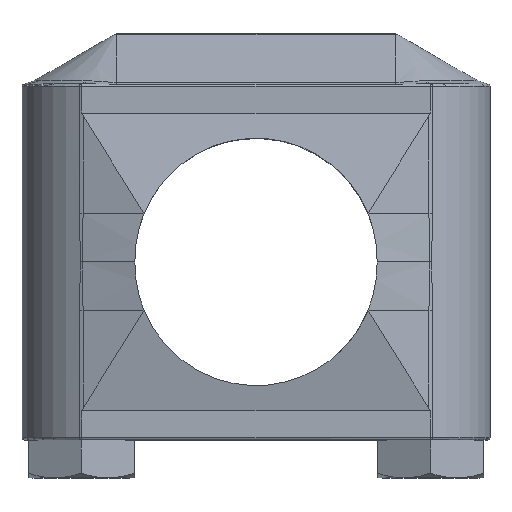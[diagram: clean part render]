
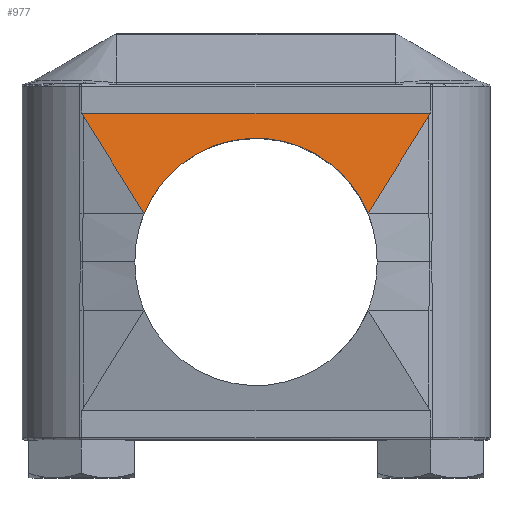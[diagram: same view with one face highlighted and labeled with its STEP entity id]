
A CAD part, top view. The second image highlights one B-rep face of the part: STEP entity #977.
In plain terms, the highlighted planar face has unit normal (0, 0.178, 0.984).
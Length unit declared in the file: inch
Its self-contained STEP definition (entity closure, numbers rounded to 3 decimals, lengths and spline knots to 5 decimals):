
#11 = DIRECTION ( 'NONE',  ( -1., 0., 0. ) ) ;
#43 = CARTESIAN_POINT ( 'NONE',  ( -0.71923, 1.228, 0.375 ) ) ;
#59 = CARTESIAN_POINT ( 'NONE',  ( 0.26277, 1.30039, 0.36189 ) ) ;
#142 = ORIENTED_EDGE ( 'NONE', *, *, #2028, .F. ) ;
#273 = DIRECTION ( 'NONE',  ( 0., -0.984, 0.178 ) ) ;
#398 = CARTESIAN_POINT ( 'NONE',  ( -0.71525, 1.22048, 0.37636 ) ) ;
#422 = CARTESIAN_POINT ( 'NONE',  ( -0.26277, 1.30039, 0.36189 ) ) ;
#441 = VECTOR ( 'NONE', #603, 39.37008 ) ;
#444 = EDGE_CURVE ( 'NONE', #1036, #1423, #3107, .T. ) ;
#476 = VERTEX_POINT ( 'NONE', #1976 ) ;
#485 = CARTESIAN_POINT ( 'NONE',  ( 0.71323, 1.21724, 0.37695 ) ) ;
#513 = CARTESIAN_POINT ( 'NONE',  ( 0.71923, 1.228, 0.375 ) ) ;
#603 = DIRECTION ( 'NONE',  ( -0.523, -0.839, 0.152 ) ) ;
#690 = CARTESIAN_POINT ( 'NONE',  ( 0.46182, 0.814, 0.45 ) ) ;
#794 = LINE ( 'NONE', #2027, #3120 ) ;
#951 = ORIENTED_EDGE ( 'NONE', *, *, #3634, .F. ) ;
#977 = ADVANCED_FACE ( 'NONE', ( #4295 ), #1629, .F. ) ;
#1036 = VERTEX_POINT ( 'NONE', #3037 ) ;
#1188 = ORIENTED_EDGE ( 'NONE', *, *, #1205, .F. ) ;
#1205 = EDGE_CURVE ( 'NONE', #2150, #3110, #3734, .T. ) ;
#1247 =( BOUNDED_CURVE ( )  B_SPLINE_CURVE ( 3, ( #2468, #422, #59, #2498 ),
 .UNSPECIFIED., .F., .F. ) 
 B_SPLINE_CURVE_WITH_KNOTS ( ( 4, 4 ),
 ( 5.10084, 7.46553 ),
 .UNSPECIFIED. ) 
 CURVE ( )  GEOMETRIC_REPRESENTATION_ITEM ( )  RATIONAL_B_SPLINE_CURVE ( ( 1., 0.586, 0.586, 1. ) ) 
 REPRESENTATION_ITEM ( '' )  );
#1393 = ORIENTED_EDGE ( 'NONE', *, *, #3506, .T. ) ;
#1422 = CARTESIAN_POINT ( 'NONE',  ( 0.71525, 1.22048, 0.37636 ) ) ;
#1423 = VERTEX_POINT ( 'NONE', #2125 ) ;
#1629 = PLANE ( 'NONE',  #4350 ) ;
#1731 = CARTESIAN_POINT ( 'NONE',  ( -0.71323, 1.21724, 0.37695 ) ) ;
#1943 = CARTESIAN_POINT ( 'NONE',  ( 0.71994, 0.814, 0.45 ) ) ;
#1976 = CARTESIAN_POINT ( 'NONE',  ( -0.71923, 1.228, 0.375 ) ) ;
#2027 = CARTESIAN_POINT ( 'NONE',  ( 0., 1.228, 0.375 ) ) ;
#2028 = EDGE_CURVE ( 'NONE', #3110, #2271, #3194, .T. ) ;
#2044 = ORIENTED_EDGE ( 'NONE', *, *, #3495, .T. ) ;
#2070 = CARTESIAN_POINT ( 'NONE',  ( 0.71725, 1.22407, 0.37571 ) ) ;
#2125 = CARTESIAN_POINT ( 'NONE',  ( -0.46182, 0.814, 0.45 ) ) ;
#2150 = VERTEX_POINT ( 'NONE', #513 ) ;
#2161 = EDGE_LOOP ( 'NONE', ( #3087, #1393, #142, #1188, #2044, #951 ) ) ;
#2271 = VERTEX_POINT ( 'NONE', #690 ) ;
#2468 = CARTESIAN_POINT ( 'NONE',  ( -0.46182, 0.814, 0.45 ) ) ;
#2498 = CARTESIAN_POINT ( 'NONE',  ( 0.46182, 0.814, 0.45 ) ) ;
#2606 = CARTESIAN_POINT ( 'NONE',  ( -0.13867, 0.29569, 0.5439 ) ) ;
#2929 =( BOUNDED_CURVE ( )  B_SPLINE_CURVE ( 3, ( #1731, #398, #3543, #43 ),
 .UNSPECIFIED., .F., .F. ) 
 B_SPLINE_CURVE_WITH_KNOTS ( ( 4, 4 ),
 ( 3.42437, 3.48743 ),
 .UNSPECIFIED. ) 
 CURVE ( )  GEOMETRIC_REPRESENTATION_ITEM ( )  RATIONAL_B_SPLINE_CURVE ( ( 1., 1., 1., 1. ) ) 
 REPRESENTATION_ITEM ( '' )  );
#3000 = DIRECTION ( 'NONE',  ( 0., -0.178, -0.984 ) ) ;
#3037 = CARTESIAN_POINT ( 'NONE',  ( -0.71323, 1.21724, 0.37695 ) ) ;
#3087 = ORIENTED_EDGE ( 'NONE', *, *, #444, .T. ) ;
#3107 = LINE ( 'NONE', #2606, #4345 ) ;
#3110 = VERTEX_POINT ( 'NONE', #485 ) ;
#3120 = VECTOR ( 'NONE', #11, 39.37008 ) ;
#3133 = CARTESIAN_POINT ( 'NONE',  ( 0.71323, 1.21724, 0.37695 ) ) ;
#3168 = CARTESIAN_POINT ( 'NONE',  ( 0.71923, 1.228, 0.375 ) ) ;
#3194 = LINE ( 'NONE', #4068, #441 ) ;
#3495 = EDGE_CURVE ( 'NONE', #2150, #476, #794, .T. ) ;
#3506 = EDGE_CURVE ( 'NONE', #1423, #2271, #1247, .T. ) ;
#3543 = CARTESIAN_POINT ( 'NONE',  ( -0.71725, 1.22407, 0.37571 ) ) ;
#3634 = EDGE_CURVE ( 'NONE', #1036, #476, #2929, .T. ) ;
#3734 =( BOUNDED_CURVE ( )  B_SPLINE_CURVE ( 3, ( #3168, #2070, #1422, #3133 ),
 .UNSPECIFIED., .F., .F. ) 
 B_SPLINE_CURVE_WITH_KNOTS ( ( 4, 4 ),
 ( 2.79576, 2.85881 ),
 .UNSPECIFIED. ) 
 CURVE ( )  GEOMETRIC_REPRESENTATION_ITEM ( )  RATIONAL_B_SPLINE_CURVE ( ( 1., 1., 1., 1. ) ) 
 REPRESENTATION_ITEM ( '' )  );
#4003 = DIRECTION ( 'NONE',  ( 0.523, -0.839, 0.152 ) ) ;
#4068 = CARTESIAN_POINT ( 'NONE',  ( 0.5324, 0.92721, 0.42949 ) ) ;
#4295 = FACE_OUTER_BOUND ( 'NONE', #2161, .T. ) ;
#4345 = VECTOR ( 'NONE', #4003, 39.37008 ) ;
#4350 = AXIS2_PLACEMENT_3D ( 'NONE', #1943, #3000, #273 ) ;
